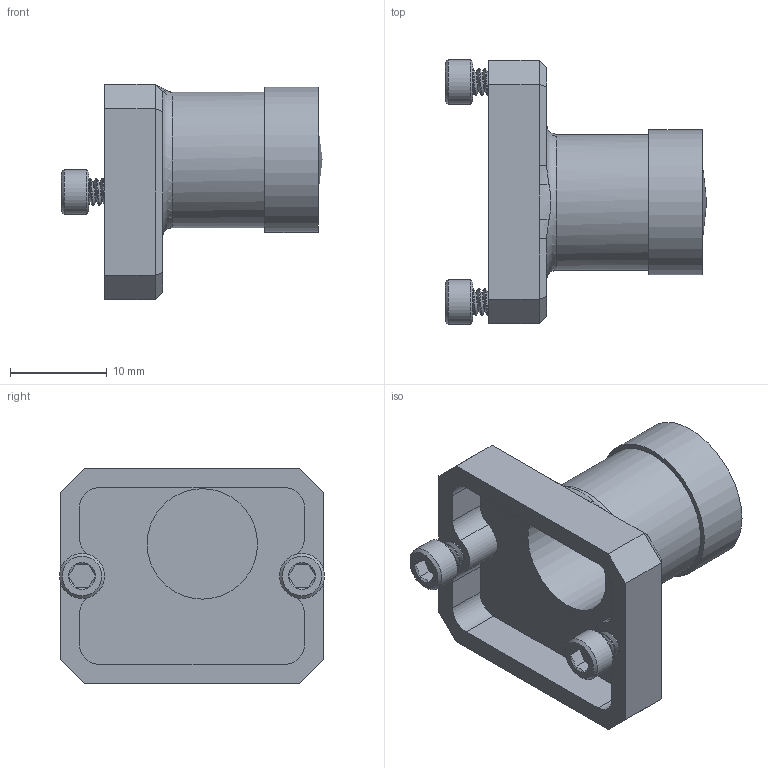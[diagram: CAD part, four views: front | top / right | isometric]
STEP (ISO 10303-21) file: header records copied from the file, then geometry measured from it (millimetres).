
FILE_DESCRIPTION(/* description */ (''),/* implementation_level */ '2;1');
FILE_NAME(/* name */ 'LENS_MNT.step',/* time_stamp */ '2021-07-16T19:57:38-04:00',/* author */ (''),/* organization */ (''),/* preprocessor_version */ 'ST-DEVELOPER v18.1',/* originating_system */ 'Autodesk Translation Framework v10.9.0.1377',/* authorisation */ '');
FILE_SCHEMA (('AUTOMOTIVE_DESIGN { 1 0 10303 214 3 1 1 }'));
Length unit declared in the file: millimetre
Products named in the file (6): Lens Assembly; Fasteners (2); 91251A106_Black-Oxide Alloy Steel Socket Head Screw; Lens-38-402; Lens Body (34V0A-LN-BDY); Lens Screw (34V0A-LN-SCR)
Assembly tree (6 placements, depth 3):
  Lens Assembly
    Fasteners (2)
      91251A106_Black-Oxide Alloy Steel Socket Head Screw  x2
    Lens-38-402
    Lens Body (34V0A-LN-BDY)
    Lens Screw (34V0A-LN-SCR)
Bounding box: 26.96 x 27.37 x 22.22 mm (x, y, z)
Volume: 3020.4 mm3; surface area: 4350 mm2
Topology: 5 solids, 5 shells, 149 faces, 349 edges, 219 vertices
Faces by surface type: cylinder 65, plane 53, cone 21, bspline 7, sphere 2, torus 1
Full cylindrical faces by diameter (mm): 2.02 x18, 2.271 x2, 2.845 x16, 4.648 x2, 11.4 x1, 11.844 x1, 12.5 x3, 13.529 x1, 13.927 x1, 14 x1, 15 x1
Entity records: 4652 total; most frequent: CARTESIAN_POINT 2154, ORIENTED_EDGE 488, DIRECTION 473, EDGE_CURVE 244, AXIS2_PLACEMENT_3D 176, VERTEX_POINT 154, LINE 121, VECTOR 121
